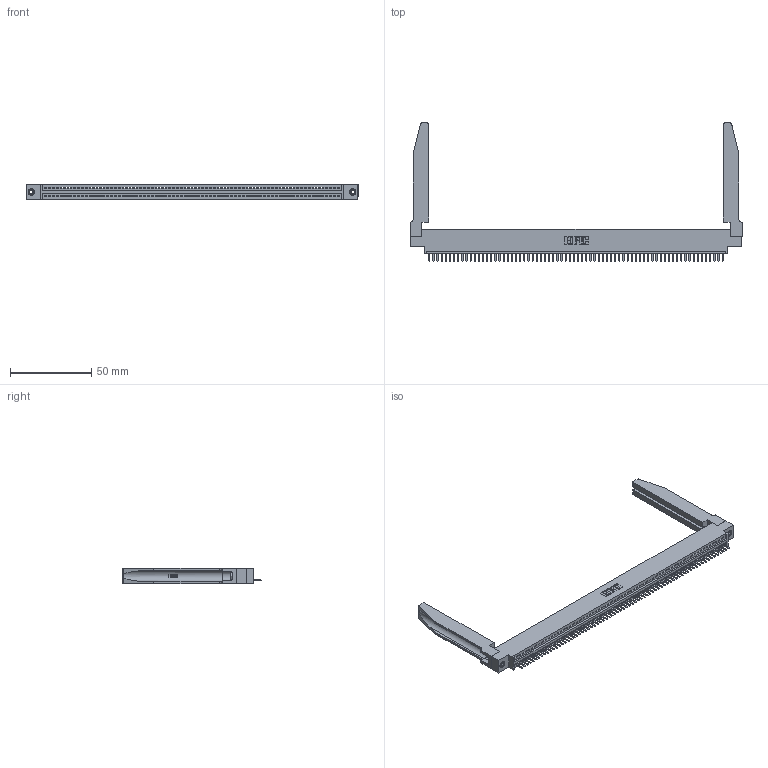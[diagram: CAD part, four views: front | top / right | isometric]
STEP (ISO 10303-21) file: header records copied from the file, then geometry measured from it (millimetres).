
FILE_DESCRIPTION (( 'STEP AP203' ), '1' );
FILE_NAME ('345-072-520-678.STEP', '2019-10-13T02:55:18', ( '' ), ( '' ), 'SwSTEP 2.0', 'SolidWorks 2016', '' );
FILE_SCHEMA (( 'CONFIG_CONTROL_DESIGN' ));
Length unit declared in the file: inch
Products named in the file (5): 345-250-001_345-250-001-102; 345-292-001_345-293-120; 345-072-520-678; 345 Part_0.170 Offset - 0.156 Dia-TH; 345-220-078_345-220-078
Assembly tree (77 placements, depth 2):
  345-072-520-678
    345 Part_0.170 Offset - 0.156 Dia-TH
    345-292-001_345-293-120  x72
    345-250-001_345-250-001-102  x2
    345-220-078_345-220-078  x2
Bounding box: 204.11 x 84.96 x 9.4 mm (x, y, z)
Volume: 27082.7 mm3; surface area: 32366.5 mm2
Topology: 77 solids, 77 shells, 4828 faces, 14209 edges, 9270 vertices
Faces by surface type: plane 3250, cylinder 1526, bspline 36, cone 12, torus 4
Entity records: 55136 total; most frequent: CARTESIAN_POINT 10459, ORIENTED_EDGE 9350, DIRECTION 8085, EDGE_CURVE 4675, VECTOR 4157, LINE 4157, VERTEX_POINT 3108, AXIS2_PLACEMENT_3D 1964
